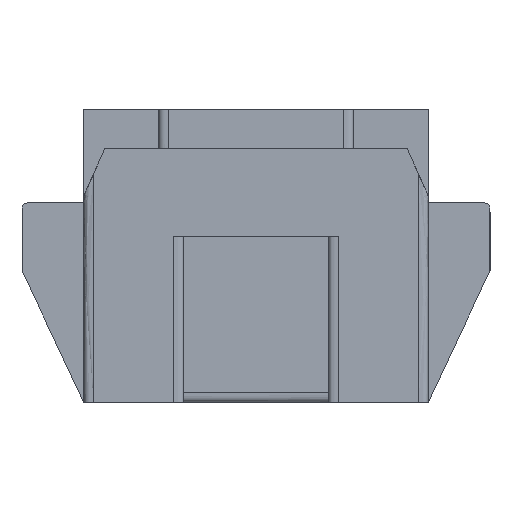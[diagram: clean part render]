
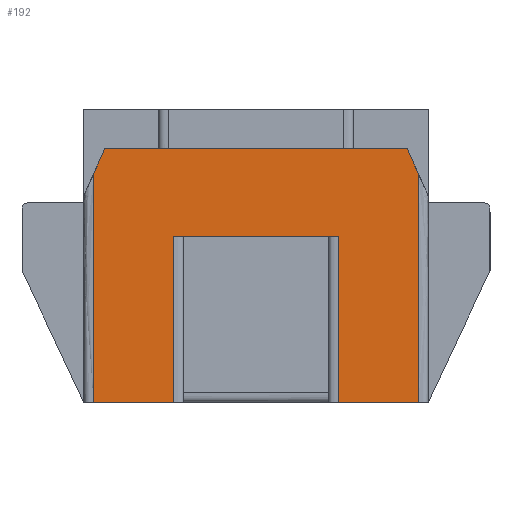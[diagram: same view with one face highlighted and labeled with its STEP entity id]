
A CAD part, front view. The second image highlights one B-rep face of the part: STEP entity #192.
In plain terms, the highlighted planar face has unit normal (0, -1, 0).
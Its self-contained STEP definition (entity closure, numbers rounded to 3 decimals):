
#192=ADVANCED_FACE('',(#348),#2807,.T.);
#348=FACE_OUTER_BOUND('',#533,.T.);
#533=EDGE_LOOP('',(#1432,#1433,#1434,#1435,#1436,#1437,#1438,#1439,#1440,
#1441));
#1432=ORIENTED_EDGE('',*,*,#1925,.T.);
#1433=ORIENTED_EDGE('',*,*,#1911,.F.);
#1434=ORIENTED_EDGE('',*,*,#1639,.T.);
#1435=ORIENTED_EDGE('',*,*,#1635,.T.);
#1436=ORIENTED_EDGE('',*,*,#1825,.F.);
#1437=ORIENTED_EDGE('',*,*,#1809,.F.);
#1438=ORIENTED_EDGE('',*,*,#1813,.F.);
#1439=ORIENTED_EDGE('',*,*,#1928,.F.);
#1440=ORIENTED_EDGE('',*,*,#1926,.F.);
#1441=ORIENTED_EDGE('',*,*,#1927,.F.);
#1635=EDGE_CURVE('',#2515,#2424,#2051,.T.);
#1639=EDGE_CURVE('',#2518,#2515,#2055,.T.);
#1809=EDGE_CURVE('',#2630,#2539,#2176,.T.);
#1813=EDGE_CURVE('',#2633,#2630,#2180,.T.);
#1825=EDGE_CURVE('',#2539,#2424,#2190,.T.);
#1911=EDGE_CURVE('',#2518,#2687,#2240,.T.);
#1925=EDGE_CURVE('',#2692,#2687,#2254,.T.);
#1926=EDGE_CURVE('',#2693,#2688,#2255,.T.);
#1927=EDGE_CURVE('',#2692,#2693,#2256,.T.);
#1928=EDGE_CURVE('',#2688,#2633,#2257,.T.);
#2051=B_SPLINE_CURVE_WITH_KNOTS('',1,(#4523,#4524),.UNSPECIFIED.,.F.,.F.,
(2,2),(-462.717,-459.871),.UNSPECIFIED.);
#2055=B_SPLINE_CURVE_WITH_KNOTS('',1,(#4553,#4554),.UNSPECIFIED.,.F.,.F.,
(2,2),(0.,23.402),.UNSPECIFIED.);
#2176=B_SPLINE_CURVE_WITH_KNOTS('',1,(#5213,#5214),.UNSPECIFIED.,.F.,.F.,
(2,2),(-462.717,-459.871),.UNSPECIFIED.);
#2180=B_SPLINE_CURVE_WITH_KNOTS('',1,(#5243,#5244),.UNSPECIFIED.,.F.,.F.,
(2,2),(0.,23.402),.UNSPECIFIED.);
#2190=B_SPLINE_CURVE_WITH_KNOTS('',1,(#5287,#5288,#5289,#5290,#5291,#5292,
#5293),.UNSPECIFIED.,.F.,.F.,(2,1,1,1,1,1,2),(-5.964,-3.34,
0.,3.,6.,9.34,11.964),
 .UNSPECIFIED.);
#2240=B_SPLINE_CURVE_WITH_KNOTS('',1,(#5644,#5645,#5646,#5647),
 .UNSPECIFIED.,.F.,.F.,(2,1,1,2),(27.476,29.466,30.384,
33.139),.UNSPECIFIED.);
#2254=B_SPLINE_CURVE_WITH_KNOTS('',1,(#5710,#5711),.UNSPECIFIED.,.F.,.F.,
(2,2),(0.,17.035),.UNSPECIFIED.);
#2255=B_SPLINE_CURVE_WITH_KNOTS('',1,(#5712,#5713),.UNSPECIFIED.,.F.,.F.,
(2,2),(0.,17.035),.UNSPECIFIED.);
#2256=B_SPLINE_CURVE_WITH_KNOTS('',1,(#5714,#5715),.UNSPECIFIED.,.F.,.F.,
(2,2),(-0.981,16.005),.UNSPECIFIED.);
#2257=B_SPLINE_CURVE_WITH_KNOTS('',1,(#5716,#5717,#5718,#5719),
 .UNSPECIFIED.,.F.,.F.,(2,1,1,2),(48.736,51.491,51.932,
54.17),.UNSPECIFIED.);
#2424=VERTEX_POINT('',#3609);
#2515=VERTEX_POINT('',#3700);
#2518=VERTEX_POINT('',#3703);
#2539=VERTEX_POINT('',#3724);
#2630=VERTEX_POINT('',#3815);
#2633=VERTEX_POINT('',#3818);
#2687=VERTEX_POINT('',#3872);
#2688=VERTEX_POINT('',#3873);
#2692=VERTEX_POINT('',#3877);
#2693=VERTEX_POINT('',#3878);
#2807=PLANE('',#3015);
#3015=AXIS2_PLACEMENT_3D('',#3497,#3148,$);
#3148=DIRECTION('',(0.,-1.,0.));
#3497=CARTESIAN_POINT('',(-422.364,169.472,-12.775));
#3609=CARTESIAN_POINT('',(-424.527,169.472,-13.035));
#3700=CARTESIAN_POINT('',(-423.364,169.472,-15.633));
#3703=CARTESIAN_POINT('',(-423.364,169.472,-39.035));
#3724=CARTESIAN_POINT('',(-455.527,169.472,-13.035));
#3815=CARTESIAN_POINT('',(-456.691,169.472,-15.633));
#3818=CARTESIAN_POINT('',(-456.691,169.472,-39.035));
#3872=CARTESIAN_POINT('',(-431.534,169.472,-39.035));
#3873=CARTESIAN_POINT('',(-448.52,169.472,-39.035));
#3877=CARTESIAN_POINT('',(-431.534,169.472,-22.));
#3878=CARTESIAN_POINT('',(-448.52,169.472,-22.));
#4523=CARTESIAN_POINT('',(-423.364,169.472,-15.633));
#4524=CARTESIAN_POINT('',(-424.527,169.472,-13.035));
#4553=CARTESIAN_POINT('',(-423.364,169.472,-39.035));
#4554=CARTESIAN_POINT('',(-423.364,169.472,-15.633));
#5213=CARTESIAN_POINT('',(-456.691,169.472,-15.633));
#5214=CARTESIAN_POINT('',(-455.527,169.472,-13.035));
#5243=CARTESIAN_POINT('',(-456.691,169.472,-39.035));
#5244=CARTESIAN_POINT('',(-456.691,169.472,-15.633));
#5287=CARTESIAN_POINT('',(-455.527,169.472,-13.035));
#5288=CARTESIAN_POINT('',(-450.027,169.472,-13.035));
#5289=CARTESIAN_POINT('',(-443.027,169.472,-13.035));
#5290=CARTESIAN_POINT('',(-440.027,169.472,-13.035));
#5291=CARTESIAN_POINT('',(-437.027,169.472,-13.035));
#5292=CARTESIAN_POINT('',(-430.027,169.472,-13.035));
#5293=CARTESIAN_POINT('',(-424.527,169.472,-13.035));
#5644=CARTESIAN_POINT('',(-423.364,169.472,-39.035));
#5645=CARTESIAN_POINT('',(-427.534,169.472,-39.035));
#5646=CARTESIAN_POINT('',(-428.534,169.472,-39.035));
#5647=CARTESIAN_POINT('',(-431.534,169.472,-39.035));
#5710=CARTESIAN_POINT('',(-431.534,169.472,-22.));
#5711=CARTESIAN_POINT('',(-431.534,169.472,-39.035));
#5712=CARTESIAN_POINT('',(-448.52,169.472,-22.));
#5713=CARTESIAN_POINT('',(-448.52,169.472,-39.035));
#5714=CARTESIAN_POINT('',(-431.534,169.472,-22.));
#5715=CARTESIAN_POINT('',(-448.52,169.472,-22.));
#5716=CARTESIAN_POINT('',(-448.52,169.472,-39.035));
#5717=CARTESIAN_POINT('',(-451.52,169.472,-39.035));
#5718=CARTESIAN_POINT('',(-452.,169.472,-39.035));
#5719=CARTESIAN_POINT('',(-456.691,169.472,-39.035));
